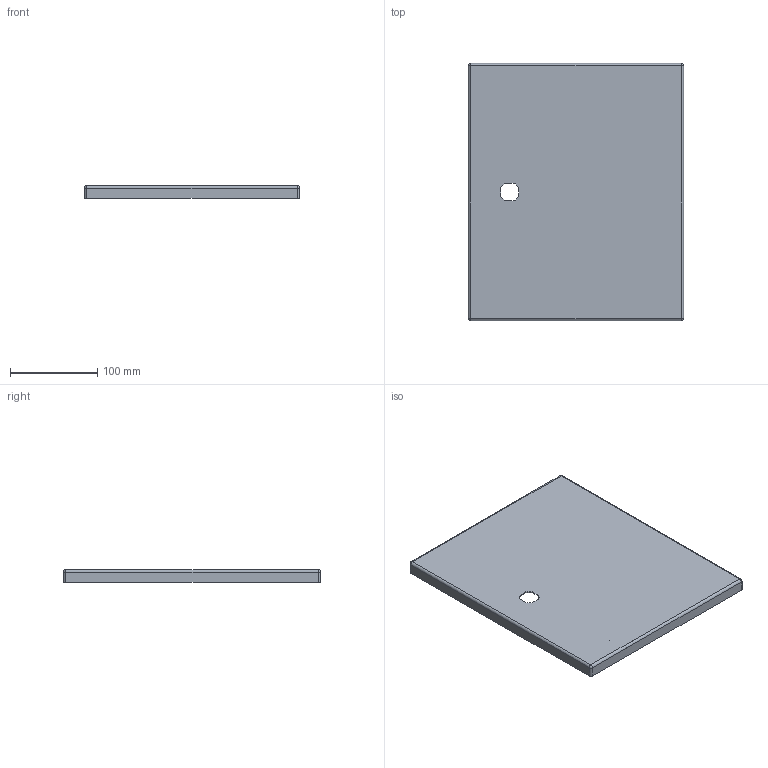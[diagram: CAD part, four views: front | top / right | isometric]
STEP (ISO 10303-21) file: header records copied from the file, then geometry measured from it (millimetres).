
FILE_DESCRIPTION(/* description */ (''),/* implementation_level */ '2;1');
FILE_NAME(/* name */ 'INXPO3025.stp',/* time_stamp */ '2017-05-04T16:52:54+02:00',/* author */ (''),/* organization */ (''),/* preprocessor_version */ 'ST-DEVELOPER v15',/* originating_system */ 'SIEMENS PLM Software NX 9.0',/* authorisation */ '');
FILE_SCHEMA (('CONFIG_CONTROL_DESIGN'));
Length unit declared in the file: millimetre
Products named in the file (2): Puerta_300x250_cod_66606; INXPO3025_stp
Assembly tree (1 placements, depth 2):
  INXPO3025_stp
    Puerta_300x250_cod_66606
Bounding box: 246.3 x 294.4 x 14.5 mm (x, y, z)
Volume: 160361.8 mm3; surface area: 181773.6 mm2
Topology: 1 solids, 1 shells, 91 faces, 250 edges, 153 vertices
Faces by surface type: plane 40, cylinder 38, bspline 8, sphere 4, cone 1
Full cylindrical faces by diameter (mm): 6 x1, 6.5 x1
Entity records: 3380 total; most frequent: CARTESIAN_POINT 876, DIRECTION 493, ORIENTED_EDGE 484, EDGE_CURVE 242, AXIS2_PLACEMENT_3D 174, VERTEX_POINT 153, LINE 145, VECTOR 145
